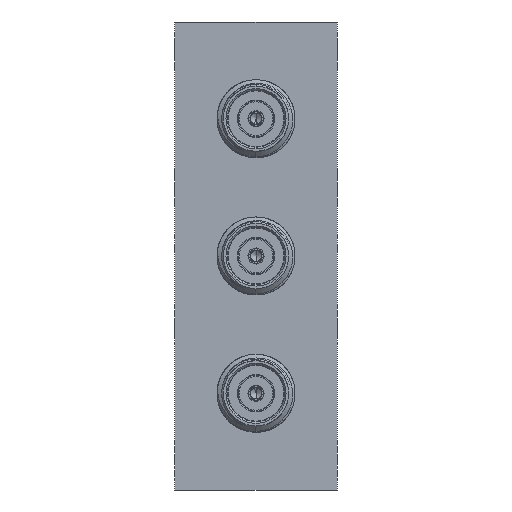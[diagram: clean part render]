
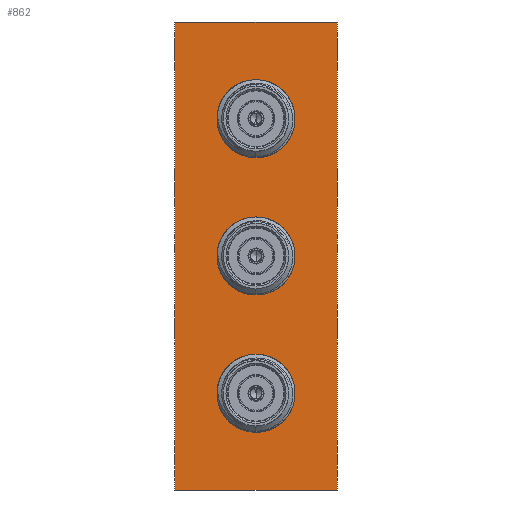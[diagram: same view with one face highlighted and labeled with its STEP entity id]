
A CAD part, front view. The second image highlights one B-rep face of the part: STEP entity #862.
In plain terms, the highlighted planar face has unit normal (0, -1, 0).
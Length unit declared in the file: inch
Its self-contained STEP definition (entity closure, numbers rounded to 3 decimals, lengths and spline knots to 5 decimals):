
#598 = DIRECTION ( 'NONE',  ( 1., 0., 0. ) ) ;
#862 = ADVANCED_FACE ( 'NONE', ( #9917, #19459, #2676, #6482 ), #21526, .F. ) ;
#1458 = DIRECTION ( 'NONE',  ( 0., 0., -1. ) ) ;
#1948 = LINE ( 'NONE', #15532, #7674 ) ;
#2105 = AXIS2_PLACEMENT_3D ( 'NONE', #21618, #15978, #2760 ) ;
#2123 = EDGE_CURVE ( 'NONE', #7340, #6690, #1948, .T. ) ;
#2202 = CARTESIAN_POINT ( 'NONE',  ( 0., -0.265, 0.5515 ) ) ;
#2237 = DIRECTION ( 'NONE',  ( 0., 0., -1. ) ) ;
#2488 = EDGE_LOOP ( 'NONE', ( #16519, #11663 ) ) ;
#2676 = FACE_BOUND ( 'NONE', #10279, .T. ) ;
#2760 = DIRECTION ( 'NONE',  ( 0., 0., -1. ) ) ;
#2940 = VECTOR ( 'NONE', #21964, 39.37008 ) ;
#3041 = CARTESIAN_POINT ( 'NONE',  ( 0., -0.265, -0.5515 ) ) ;
#3280 = CARTESIAN_POINT ( 'NONE',  ( 0., -0.265, 0.44 ) ) ;
#3777 = VECTOR ( 'NONE', #19055, 39.37008 ) ;
#3804 = ORIENTED_EDGE ( 'NONE', *, *, #16294, .F. ) ;
#3819 = CARTESIAN_POINT ( 'NONE',  ( 0.26, -0.265, 0.75 ) ) ;
#3827 = AXIS2_PLACEMENT_3D ( 'NONE', #3280, #14064, #4876 ) ;
#4491 = AXIS2_PLACEMENT_3D ( 'NONE', #4744, #17381, #598 ) ;
#4744 = CARTESIAN_POINT ( 'NONE',  ( 0., -0.265, 0. ) ) ;
#4806 = DIRECTION ( 'NONE',  ( 0., 0., -1. ) ) ;
#4876 = DIRECTION ( 'NONE',  ( 0., 0., -1. ) ) ;
#5151 = DIRECTION ( 'NONE',  ( 0., 0., -1. ) ) ;
#6055 = AXIS2_PLACEMENT_3D ( 'NONE', #13378, #19013, #2237 ) ;
#6476 = EDGE_CURVE ( 'NONE', #8305, #11036, #15560, .T. ) ;
#6482 = FACE_OUTER_BOUND ( 'NONE', #18937, .T. ) ;
#6690 = VERTEX_POINT ( 'NONE', #10461 ) ;
#6778 = LINE ( 'NONE', #14108, #16029 ) ;
#7340 = VERTEX_POINT ( 'NONE', #8091 ) ;
#7361 = CARTESIAN_POINT ( 'NONE',  ( 0., -0.265, 0.44 ) ) ;
#7674 = VECTOR ( 'NONE', #13463, 39.37008 ) ;
#8068 = CARTESIAN_POINT ( 'NONE',  ( 0., -0.265, -0.1115 ) ) ;
#8091 = CARTESIAN_POINT ( 'NONE',  ( 0.26, -0.265, -0.75 ) ) ;
#8305 = VERTEX_POINT ( 'NONE', #2202 ) ;
#8532 = CARTESIAN_POINT ( 'NONE',  ( 0., -0.265, 0. ) ) ;
#8754 = ORIENTED_EDGE ( 'NONE', *, *, #20987, .F. ) ;
#9125 = EDGE_CURVE ( 'NONE', #6690, #9184, #15490, .T. ) ;
#9181 = CIRCLE ( 'NONE', #11510, 0.1115 ) ;
#9184 = VERTEX_POINT ( 'NONE', #21729 ) ;
#9917 = FACE_BOUND ( 'NONE', #2488, .T. ) ;
#10279 = EDGE_LOOP ( 'NONE', ( #8754, #20879 ) ) ;
#10448 = VERTEX_POINT ( 'NONE', #8068 ) ;
#10461 = CARTESIAN_POINT ( 'NONE',  ( -0.26, -0.265, -0.75 ) ) ;
#11036 = VERTEX_POINT ( 'NONE', #17881 ) ;
#11322 = ORIENTED_EDGE ( 'NONE', *, *, #9125, .F. ) ;
#11395 = CARTESIAN_POINT ( 'NONE',  ( 0., -0.265, -0.3285 ) ) ;
#11510 = AXIS2_PLACEMENT_3D ( 'NONE', #7361, #14818, #5151 ) ;
#11583 = CARTESIAN_POINT ( 'NONE',  ( -0.26, -0.265, -0.75 ) ) ;
#11663 = ORIENTED_EDGE ( 'NONE', *, *, #6476, .F. ) ;
#11965 = CIRCLE ( 'NONE', #13917, 0.1115 ) ;
#12231 = DIRECTION ( 'NONE',  ( 0., -1., 0. ) ) ;
#12659 = CIRCLE ( 'NONE', #2105, 0.1115 ) ;
#13021 = ORIENTED_EDGE ( 'NONE', *, *, #2123, .F. ) ;
#13378 = CARTESIAN_POINT ( 'NONE',  ( 0., -0.265, -0.44 ) ) ;
#13463 = DIRECTION ( 'NONE',  ( -1., 0., 0. ) ) ;
#13917 = AXIS2_PLACEMENT_3D ( 'NONE', #20067, #12231, #1458 ) ;
#14064 = DIRECTION ( 'NONE',  ( 0., -1., 0. ) ) ;
#14108 = CARTESIAN_POINT ( 'NONE',  ( 0.26, -0.265, -0.75 ) ) ;
#14186 = VERTEX_POINT ( 'NONE', #3041 ) ;
#14483 = LINE ( 'NONE', #19881, #2940 ) ;
#14516 = CIRCLE ( 'NONE', #14903, 0.1115 ) ;
#14818 = DIRECTION ( 'NONE',  ( 0., -1., 0. ) ) ;
#14903 = AXIS2_PLACEMENT_3D ( 'NONE', #8532, #19179, #17824 ) ;
#15490 = LINE ( 'NONE', #11583, #3777 ) ;
#15532 = CARTESIAN_POINT ( 'NONE',  ( -0.26, -0.265, -0.75 ) ) ;
#15548 = EDGE_CURVE ( 'NONE', #22079, #7340, #6778, .T. ) ;
#15560 = CIRCLE ( 'NONE', #3827, 0.1115 ) ;
#15947 = ORIENTED_EDGE ( 'NONE', *, *, #23621, .F. ) ;
#15978 = DIRECTION ( 'NONE',  ( 0., -1., 0. ) ) ;
#16029 = VECTOR ( 'NONE', #4806, 39.37008 ) ;
#16057 = ORIENTED_EDGE ( 'NONE', *, *, #21725, .F. ) ;
#16294 = EDGE_CURVE ( 'NONE', #22950, #10448, #14516, .T. ) ;
#16519 = ORIENTED_EDGE ( 'NONE', *, *, #20396, .F. ) ;
#17381 = DIRECTION ( 'NONE',  ( 0., 1., 0. ) ) ;
#17824 = DIRECTION ( 'NONE',  ( 0., 0., -1. ) ) ;
#17881 = CARTESIAN_POINT ( 'NONE',  ( 0., -0.265, 0.3285 ) ) ;
#18155 = CIRCLE ( 'NONE', #6055, 0.1115 ) ;
#18298 = CARTESIAN_POINT ( 'NONE',  ( 0., -0.265, 0.1115 ) ) ;
#18937 = EDGE_LOOP ( 'NONE', ( #22126, #16057, #11322, #13021 ) ) ;
#19013 = DIRECTION ( 'NONE',  ( 0., -1., 0. ) ) ;
#19055 = DIRECTION ( 'NONE',  ( 0., 0., 1. ) ) ;
#19179 = DIRECTION ( 'NONE',  ( 0., -1., 0. ) ) ;
#19459 = FACE_BOUND ( 'NONE', #21703, .T. ) ;
#19630 = EDGE_CURVE ( 'NONE', #23313, #14186, #12659, .T. ) ;
#19881 = CARTESIAN_POINT ( 'NONE',  ( -0.26, -0.265, 0.75 ) ) ;
#20067 = CARTESIAN_POINT ( 'NONE',  ( 0., -0.265, 0. ) ) ;
#20396 = EDGE_CURVE ( 'NONE', #11036, #8305, #9181, .T. ) ;
#20879 = ORIENTED_EDGE ( 'NONE', *, *, #19630, .F. ) ;
#20987 = EDGE_CURVE ( 'NONE', #14186, #23313, #18155, .T. ) ;
#21526 = PLANE ( 'NONE',  #4491 ) ;
#21618 = CARTESIAN_POINT ( 'NONE',  ( 0., -0.265, -0.44 ) ) ;
#21703 = EDGE_LOOP ( 'NONE', ( #15947, #3804 ) ) ;
#21725 = EDGE_CURVE ( 'NONE', #9184, #22079, #14483, .T. ) ;
#21729 = CARTESIAN_POINT ( 'NONE',  ( -0.26, -0.265, 0.75 ) ) ;
#21964 = DIRECTION ( 'NONE',  ( 1., 0., 0. ) ) ;
#22079 = VERTEX_POINT ( 'NONE', #3819 ) ;
#22126 = ORIENTED_EDGE ( 'NONE', *, *, #15548, .F. ) ;
#22950 = VERTEX_POINT ( 'NONE', #18298 ) ;
#23313 = VERTEX_POINT ( 'NONE', #11395 ) ;
#23621 = EDGE_CURVE ( 'NONE', #10448, #22950, #11965, .T. ) ;
